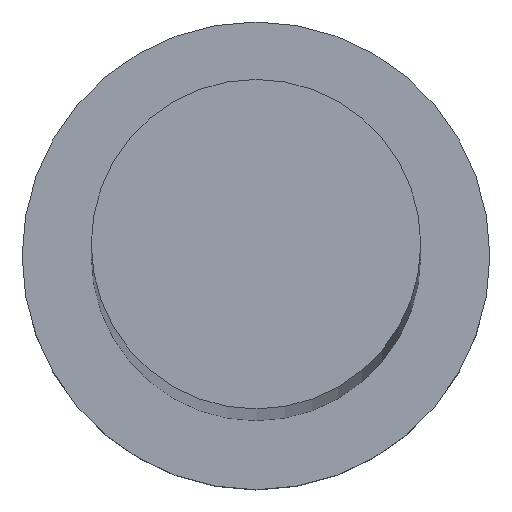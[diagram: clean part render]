
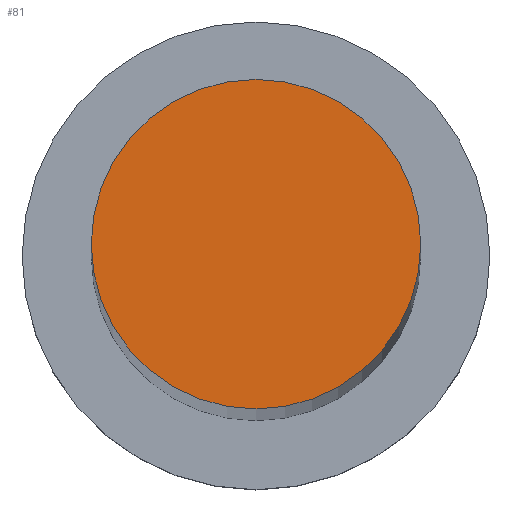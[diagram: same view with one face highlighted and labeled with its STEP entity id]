
A CAD part, top view. The second image highlights one B-rep face of the part: STEP entity #81.
In plain terms, the highlighted planar face has unit normal (0, 0, 1).
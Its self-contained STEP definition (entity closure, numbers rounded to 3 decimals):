
#1 = CARTESIAN_POINT ( 'NONE',  ( 0., 0., 322. ) ) ;
#2 = AXIS2_PLACEMENT_3D ( 'NONE', #254, #154, #232 ) ;
#24 = CARTESIAN_POINT ( 'NONE',  ( -7.75, 0., 322. ) ) ;
#35 = CARTESIAN_POINT ( 'NONE',  ( 0., 0., 322. ) ) ;
#38 = FACE_OUTER_BOUND ( 'NONE', #132, .T. ) ;
#54 = ORIENTED_EDGE ( 'NONE', *, *, #131, .T. ) ;
#73 = PLANE ( 'NONE',  #100 ) ;
#79 = DIRECTION ( 'NONE',  ( 0., 0., 1. ) ) ;
#81 = ADVANCED_FACE ( 'NONE', ( #38 ), #73, .T. ) ;
#94 = EDGE_CURVE ( 'NONE', #243, #106, #237, .T. ) ;
#100 = AXIS2_PLACEMENT_3D ( 'NONE', #35, #111, #187 ) ;
#106 = VERTEX_POINT ( 'NONE', #149 ) ;
#111 = DIRECTION ( 'NONE',  ( 0., 0., 1. ) ) ;
#127 = DIRECTION ( 'NONE',  ( 1., 0., 0. ) ) ;
#131 = EDGE_CURVE ( 'NONE', #106, #243, #211, .T. ) ;
#132 = EDGE_LOOP ( 'NONE', ( #148, #54 ) ) ;
#148 = ORIENTED_EDGE ( 'NONE', *, *, #94, .T. ) ;
#149 = CARTESIAN_POINT ( 'NONE',  ( 7.75, 0., 322. ) ) ;
#151 = AXIS2_PLACEMENT_3D ( 'NONE', #1, #79, #127 ) ;
#154 = DIRECTION ( 'NONE',  ( 0., 0., 1. ) ) ;
#187 = DIRECTION ( 'NONE',  ( 1., 0., 0. ) ) ;
#211 = CIRCLE ( 'NONE', #2, 7.75 ) ;
#232 = DIRECTION ( 'NONE',  ( 1., 0., 0. ) ) ;
#237 = CIRCLE ( 'NONE', #151, 7.75 ) ;
#243 = VERTEX_POINT ( 'NONE', #24 ) ;
#254 = CARTESIAN_POINT ( 'NONE',  ( 0., 0., 322. ) ) ;
